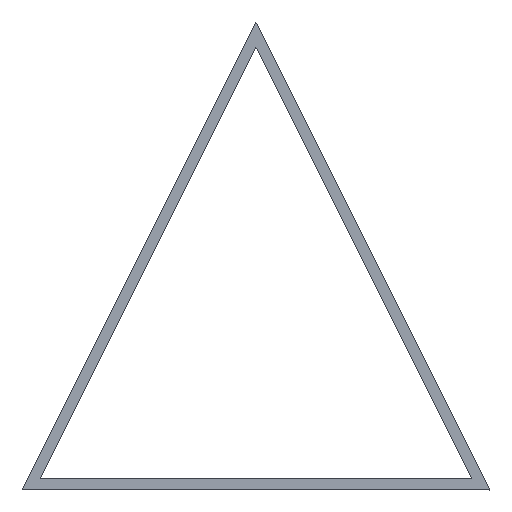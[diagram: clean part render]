
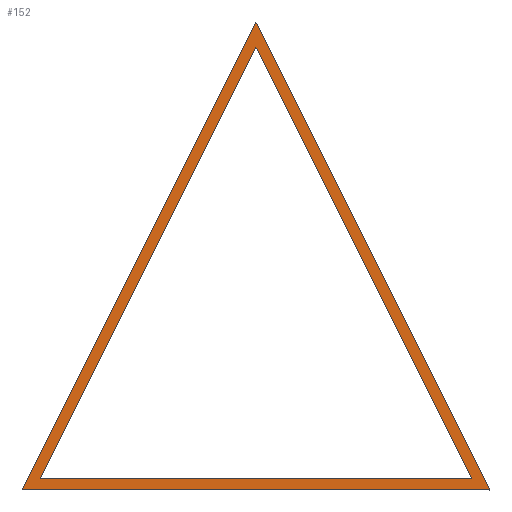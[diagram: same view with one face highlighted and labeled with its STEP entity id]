
A CAD part, top view. The second image highlights one B-rep face of the part: STEP entity #152.
In plain terms, the highlighted planar face has unit normal (0, 0, 1).
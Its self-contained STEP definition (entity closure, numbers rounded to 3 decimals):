
#16=FACE_BOUND('',#34,.T.);
#24=FACE_OUTER_BOUND('',#33,.T.);
#33=EDGE_LOOP('',(#131,#132,#133));
#34=EDGE_LOOP('',(#134,#135,#136));
#37=LINE('',#207,#55);
#41=LINE('',#214,#59);
#43=LINE('',#217,#61);
#46=LINE('',#225,#64);
#49=LINE('',#231,#67);
#52=LINE('',#235,#70);
#55=VECTOR('',#169,429.123);
#59=VECTOR('',#175,429.123);
#61=VECTOR('',#179,383.82);
#64=VECTOR('',#184,465.304);
#67=VECTOR('',#189,465.304);
#70=VECTOR('',#194,416.18);
#73=VERTEX_POINT('',#204);
#74=VERTEX_POINT('',#206);
#76=VERTEX_POINT('',#212);
#79=VERTEX_POINT('',#222);
#80=VERTEX_POINT('',#224);
#82=VERTEX_POINT('',#230);
#85=EDGE_CURVE('',#74,#73,#37,.T.);
#89=EDGE_CURVE('',#73,#76,#41,.T.);
#91=EDGE_CURVE('',#76,#74,#43,.T.);
#94=EDGE_CURVE('',#80,#79,#46,.T.);
#97=EDGE_CURVE('',#82,#80,#49,.T.);
#100=EDGE_CURVE('',#79,#82,#52,.T.);
#131=ORIENTED_EDGE('',*,*,#100,.T.);
#132=ORIENTED_EDGE('',*,*,#97,.T.);
#133=ORIENTED_EDGE('',*,*,#94,.T.);
#134=ORIENTED_EDGE('',*,*,#85,.T.);
#135=ORIENTED_EDGE('',*,*,#89,.T.);
#136=ORIENTED_EDGE('',*,*,#91,.T.);
#144=PLANE('',#162);
#152=ADVANCED_FACE('',(#24,#16),#144,.T.);
#162=AXIS2_PLACEMENT_3D('',#237,#197,#198);
#169=DIRECTION('',(0.447,0.894,0.));
#175=DIRECTION('',(0.447,-0.894,0.));
#179=DIRECTION('',(-1.,0.,0.));
#184=DIRECTION('',(-0.447,-0.894,0.));
#189=DIRECTION('',(-0.447,0.894,0.));
#194=DIRECTION('',(1.,0.,0.));
#197=DIRECTION('center_axis',(0.,0.,1.));
#198=DIRECTION('ref_axis',(1.,0.,0.));
#204=CARTESIAN_POINT('',(0.,388.82,20.));
#206=CARTESIAN_POINT('',(-191.91,5.,20.));
#207=CARTESIAN_POINT('',(-50.007,288.807,20.));
#212=CARTESIAN_POINT('',(191.91,5.,20.));
#214=CARTESIAN_POINT('',(145.961,96.897,20.));
#217=CARTESIAN_POINT('',(0.,5.,20.));
#222=CARTESIAN_POINT('',(-208.09,-5.,20.));
#224=CARTESIAN_POINT('',(0.,411.18,20.));
#225=CARTESIAN_POINT('',(-208.09,-5.,20.));
#230=CARTESIAN_POINT('',(208.09,-5.,20.));
#231=CARTESIAN_POINT('',(0.,411.18,20.));
#235=CARTESIAN_POINT('',(0.,-5.,20.));
#237=CARTESIAN_POINT('Origin',(0.,138.787,20.));
